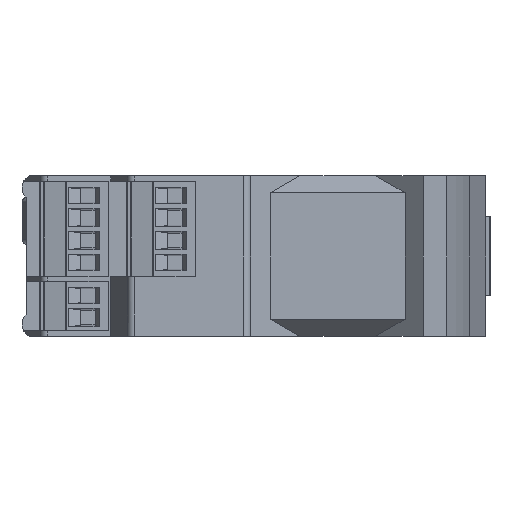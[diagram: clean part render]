
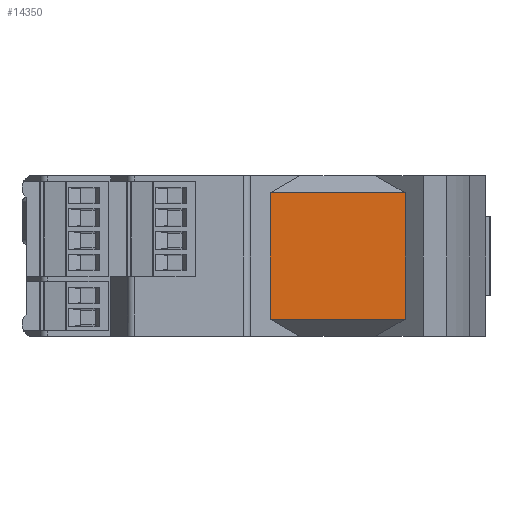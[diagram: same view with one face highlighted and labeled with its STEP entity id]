
A CAD part, left-side view. The second image highlights one B-rep face of the part: STEP entity #14350.
In plain terms, the highlighted face is planar.
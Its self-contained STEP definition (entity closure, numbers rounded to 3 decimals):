
#13460=CARTESIAN_POINT('',(42.55,19.5,-59.));
#13470=DIRECTION('',(0.,0.,1.));
#13480=VECTOR('',#13470,1.);
#13490=LINE('',#13460,#13480);
#13500=CARTESIAN_POINT('',(42.55,19.5,
-64.047));
#13510=VERTEX_POINT('',#13500);
#13520=CARTESIAN_POINT('',(42.55,19.5,
-36.353));
#13530=VERTEX_POINT('',#13520);
#13540=EDGE_CURVE('',#13510,#13530,#13490,.T.);
#13900=CARTESIAN_POINT('',(42.55,49.1,
-64.047));
#13910=VERTEX_POINT('',#13900);
#13960=CARTESIAN_POINT('',(42.55,-12.5,
-64.047));
#13970=DIRECTION('',(0.,1.,0.));
#13980=VECTOR('',#13970,1.);
#13990=LINE('',#13960,#13980);
#14000=EDGE_CURVE('',#13510,#13910,#13990,.T.);
#14120=CARTESIAN_POINT('',(42.55,49.1,-67.8));
#14130=DIRECTION('',(1.,0.,-0.));
#14140=DIRECTION('',(0.,1.,0.));
#14150=AXIS2_PLACEMENT_3D('',#14120,#14130,#14140);
#14160=PLANE('',#14150);
#14170=ORIENTED_EDGE('',*,*,#13540,.F.);
#14180=CARTESIAN_POINT('',(42.55,-12.5,
-36.353));
#14190=DIRECTION('',(0.,-1.,0.));
#14200=VECTOR('',#14190,1.);
#14210=LINE('',#14180,#14200);
#14220=CARTESIAN_POINT('',(42.55,49.1,
-36.353));
#14230=VERTEX_POINT('',#14220);
#14240=EDGE_CURVE('',#14230,#13530,#14210,.T.);
#14250=ORIENTED_EDGE('',*,*,#14240,.T.);
#14260=CARTESIAN_POINT('',(42.55,49.1,-59.));
#14270=DIRECTION('',(0.,0.,1.));
#14280=VECTOR('',#14270,1.);
#14290=LINE('',#14260,#14280);
#14300=EDGE_CURVE('',#13910,#14230,#14290,.T.);
#14310=ORIENTED_EDGE('',*,*,#14300,.T.);
#14320=ORIENTED_EDGE('',*,*,#14000,.T.);
#14330=EDGE_LOOP('',(#14320,#14310,#14250,#14170));
#14340=FACE_OUTER_BOUND('',#14330,.T.);
#14350=ADVANCED_FACE('',(#14340),#14160,.T.);
